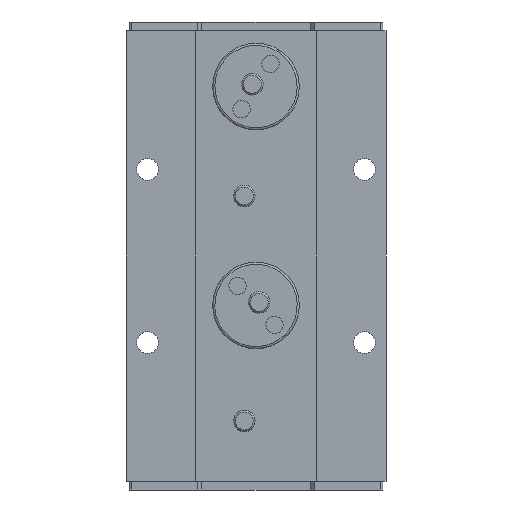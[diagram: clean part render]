
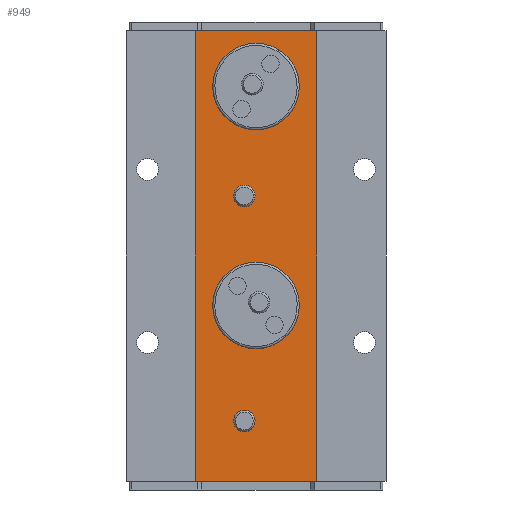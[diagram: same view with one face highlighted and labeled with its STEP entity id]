
A CAD part, front view. The second image highlights one B-rep face of the part: STEP entity #949.
In plain terms, the highlighted planar face has unit normal (0, -1, 0).
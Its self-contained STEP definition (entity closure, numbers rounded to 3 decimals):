
#1 = CARTESIAN_POINT ( 'NONE',  ( -2.7, 0.6, -40.56 ) ) ;
#6 = CARTESIAN_POINT ( 'NONE',  ( 14., 0.6, 58.891 ) ) ;
#35 = EDGE_LOOP ( 'NONE', ( #922, #514, #643, #1204 ) ) ;
#45 = LINE ( 'NONE', #6, #737 ) ;
#64 = CIRCLE ( 'NONE', #1883, 2.5 ) ;
#91 = CARTESIAN_POINT ( 'NONE',  ( -30., 0.6, -52. ) ) ;
#200 = CARTESIAN_POINT ( 'NONE',  ( 14., 0.6, -52. ) ) ;
#226 = AXIS2_PLACEMENT_3D ( 'NONE', #2768, #282, #955 ) ;
#278 = DIRECTION ( 'NONE',  ( 0., 0., -1. ) ) ;
#282 = DIRECTION ( 'NONE',  ( 0., -1., 0. ) ) ;
#291 = FACE_BOUND ( 'NONE', #3347, .T. ) ;
#311 = DIRECTION ( 'NONE',  ( 0., 0., -1. ) ) ;
#334 = CARTESIAN_POINT ( 'NONE',  ( -2.7, 0.6, 16.35 ) ) ;
#370 = CIRCLE ( 'NONE', #3525, 2.5 ) ;
#430 = CIRCLE ( 'NONE', #1879, 10. ) ;
#434 = EDGE_LOOP ( 'NONE', ( #2314, #1673 ) ) ;
#447 = VERTEX_POINT ( 'NONE', #611 ) ;
#482 = EDGE_CURVE ( 'NONE', #1706, #2710, #3479, .T. ) ;
#496 = VECTOR ( 'NONE', #3413, 1000. ) ;
#501 = ORIENTED_EDGE ( 'NONE', *, *, #482, .F. ) ;
#514 = ORIENTED_EDGE ( 'NONE', *, *, #2101, .F. ) ;
#536 = ORIENTED_EDGE ( 'NONE', *, *, #3526, .F. ) ;
#548 = VECTOR ( 'NONE', #2539, 1000. ) ;
#611 = CARTESIAN_POINT ( 'NONE',  ( -2.7, 0.6, -35.56 ) ) ;
#643 = ORIENTED_EDGE ( 'NONE', *, *, #3829, .T. ) ;
#663 = LINE ( 'NONE', #1866, #496 ) ;
#669 = ORIENTED_EDGE ( 'NONE', *, *, #2804, .F. ) ;
#707 = DIRECTION ( 'NONE',  ( 0., 0., -1. ) ) ;
#737 = VECTOR ( 'NONE', #2993, 1000. ) ;
#769 = ORIENTED_EDGE ( 'NONE', *, *, #3205, .F. ) ;
#775 = CARTESIAN_POINT ( 'NONE',  ( 14., 0.6, 52. ) ) ;
#802 = VERTEX_POINT ( 'NONE', #2632 ) ;
#821 = VERTEX_POINT ( 'NONE', #200 ) ;
#863 = ORIENTED_EDGE ( 'NONE', *, *, #2266, .F. ) ;
#922 = ORIENTED_EDGE ( 'NONE', *, *, #3137, .T. ) ;
#949 = ADVANCED_FACE ( 'NONE', ( #3629, #1538, #291, #2123, #3549 ), #1461, .F. ) ;
#955 = DIRECTION ( 'NONE',  ( 0., 0., -1. ) ) ;
#992 = CARTESIAN_POINT ( 'NONE',  ( 0., 0.6, 29.1 ) ) ;
#1068 = VERTEX_POINT ( 'NONE', #3386 ) ;
#1101 = DIRECTION ( 'NONE',  ( 0., -1., 0. ) ) ;
#1119 = EDGE_LOOP ( 'NONE', ( #769, #501 ) ) ;
#1132 = DIRECTION ( 'NONE',  ( 0., -1., 0. ) ) ;
#1152 = AXIS2_PLACEMENT_3D ( 'NONE', #3013, #1243, #278 ) ;
#1202 = DIRECTION ( 'NONE',  ( 0., 1., 0. ) ) ;
#1204 = ORIENTED_EDGE ( 'NONE', *, *, #2360, .F. ) ;
#1243 = DIRECTION ( 'NONE',  ( 0., -1., 0. ) ) ;
#1257 = AXIS2_PLACEMENT_3D ( 'NONE', #3307, #1539, #311 ) ;
#1272 = CARTESIAN_POINT ( 'NONE',  ( -2.7, 0.6, 13.85 ) ) ;
#1461 = PLANE ( 'NONE',  #3246 ) ;
#1515 = CIRCLE ( 'NONE', #1575, 10. ) ;
#1538 = FACE_BOUND ( 'NONE', #3166, .T. ) ;
#1539 = DIRECTION ( 'NONE',  ( 0., -1., 0. ) ) ;
#1546 = VERTEX_POINT ( 'NONE', #2449 ) ;
#1575 = AXIS2_PLACEMENT_3D ( 'NONE', #2795, #1615, #1904 ) ;
#1615 = DIRECTION ( 'NONE',  ( 0., -1., 0. ) ) ;
#1659 = CARTESIAN_POINT ( 'NONE',  ( 0., 0.6, 39.1 ) ) ;
#1673 = ORIENTED_EDGE ( 'NONE', *, *, #1906, .F. ) ;
#1706 = VERTEX_POINT ( 'NONE', #3468 ) ;
#1866 = CARTESIAN_POINT ( 'NONE',  ( 30., 0.6, 52. ) ) ;
#1872 = CARTESIAN_POINT ( 'NONE',  ( -14., 0.6, 58.891 ) ) ;
#1879 = AXIS2_PLACEMENT_3D ( 'NONE', #1659, #3133, #707 ) ;
#1883 = AXIS2_PLACEMENT_3D ( 'NONE', #1272, #3724, #1897 ) ;
#1894 = LINE ( 'NONE', #1872, #548 ) ;
#1897 = DIRECTION ( 'NONE',  ( 0., 0., -1. ) ) ;
#1904 = DIRECTION ( 'NONE',  ( 0., 0., -1. ) ) ;
#1906 = EDGE_CURVE ( 'NONE', #2696, #802, #3475, .T. ) ;
#1921 = VERTEX_POINT ( 'NONE', #2904 ) ;
#2101 = EDGE_CURVE ( 'NONE', #821, #1068, #3746, .T. ) ;
#2123 = FACE_BOUND ( 'NONE', #434, .T. ) ;
#2245 = VERTEX_POINT ( 'NONE', #1 ) ;
#2266 = EDGE_CURVE ( 'NONE', #447, #2245, #2384, .T. ) ;
#2292 = DIRECTION ( 'NONE',  ( 0., 0., -1. ) ) ;
#2314 = ORIENTED_EDGE ( 'NONE', *, *, #2359, .F. ) ;
#2359 = EDGE_CURVE ( 'NONE', #802, #2696, #1515, .T. ) ;
#2360 = EDGE_CURVE ( 'NONE', #1546, #2834, #663, .T. ) ;
#2384 = CIRCLE ( 'NONE', #1257, 2.5 ) ;
#2449 = CARTESIAN_POINT ( 'NONE',  ( -14., 0.6, 52. ) ) ;
#2524 = DIRECTION ( 'NONE',  ( -1., 0., 0. ) ) ;
#2539 = DIRECTION ( 'NONE',  ( 0., 0., -1. ) ) ;
#2568 = CARTESIAN_POINT ( 'NONE',  ( 0., 0.6, -1.4 ) ) ;
#2628 = EDGE_CURVE ( 'NONE', #2245, #447, #3505, .T. ) ;
#2632 = CARTESIAN_POINT ( 'NONE',  ( 0., 0.6, -21.4 ) ) ;
#2696 = VERTEX_POINT ( 'NONE', #2568 ) ;
#2710 = VERTEX_POINT ( 'NONE', #992 ) ;
#2768 = CARTESIAN_POINT ( 'NONE',  ( -2.7, 0.6, -38.06 ) ) ;
#2795 = CARTESIAN_POINT ( 'NONE',  ( 0., 0.6, -11.4 ) ) ;
#2804 = EDGE_CURVE ( 'NONE', #3004, #1921, #370, .T. ) ;
#2834 = VERTEX_POINT ( 'NONE', #775 ) ;
#2904 = CARTESIAN_POINT ( 'NONE',  ( -2.7, 0.6, 11.35 ) ) ;
#2993 = DIRECTION ( 'NONE',  ( 0., 0., 1. ) ) ;
#3004 = VERTEX_POINT ( 'NONE', #334 ) ;
#3013 = CARTESIAN_POINT ( 'NONE',  ( 0., 0.6, 39.1 ) ) ;
#3130 = ORIENTED_EDGE ( 'NONE', *, *, #2628, .F. ) ;
#3133 = DIRECTION ( 'NONE',  ( 0., -1., 0. ) ) ;
#3137 = EDGE_CURVE ( 'NONE', #1546, #1068, #1894, .T. ) ;
#3166 = EDGE_LOOP ( 'NONE', ( #3130, #863 ) ) ;
#3205 = EDGE_CURVE ( 'NONE', #2710, #1706, #430, .T. ) ;
#3215 = DIRECTION ( 'NONE',  ( 0., 0., -1. ) ) ;
#3246 = AXIS2_PLACEMENT_3D ( 'NONE', #3327, #1202, #3272 ) ;
#3272 = DIRECTION ( 'NONE',  ( 0., 0., 1. ) ) ;
#3307 = CARTESIAN_POINT ( 'NONE',  ( -2.7, 0.6, -38.06 ) ) ;
#3327 = CARTESIAN_POINT ( 'NONE',  ( 0., 0.6, 0. ) ) ;
#3347 = EDGE_LOOP ( 'NONE', ( #536, #669 ) ) ;
#3386 = CARTESIAN_POINT ( 'NONE',  ( -14., 0.6, -52. ) ) ;
#3413 = DIRECTION ( 'NONE',  ( 1., 0., 0. ) ) ;
#3468 = CARTESIAN_POINT ( 'NONE',  ( 0., 0.6, 49.1 ) ) ;
#3475 = CIRCLE ( 'NONE', #3799, 10. ) ;
#3479 = CIRCLE ( 'NONE', #1152, 10. ) ;
#3505 = CIRCLE ( 'NONE', #226, 2.5 ) ;
#3525 = AXIS2_PLACEMENT_3D ( 'NONE', #3789, #1132, #3215 ) ;
#3526 = EDGE_CURVE ( 'NONE', #1921, #3004, #64, .T. ) ;
#3549 = FACE_OUTER_BOUND ( 'NONE', #35, .T. ) ;
#3629 = FACE_BOUND ( 'NONE', #1119, .T. ) ;
#3655 = VECTOR ( 'NONE', #2524, 1000. ) ;
#3724 = DIRECTION ( 'NONE',  ( 0., -1., 0. ) ) ;
#3746 = LINE ( 'NONE', #91, #3655 ) ;
#3789 = CARTESIAN_POINT ( 'NONE',  ( -2.7, 0.6, 13.85 ) ) ;
#3799 = AXIS2_PLACEMENT_3D ( 'NONE', #3811, #1101, #2292 ) ;
#3811 = CARTESIAN_POINT ( 'NONE',  ( 0., 0.6, -11.4 ) ) ;
#3829 = EDGE_CURVE ( 'NONE', #821, #2834, #45, .T. ) ;
